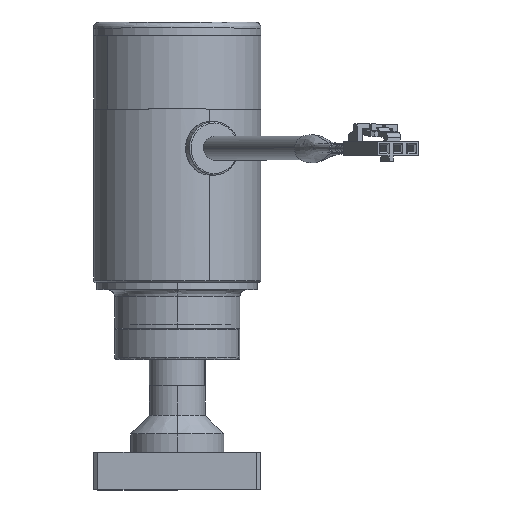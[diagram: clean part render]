
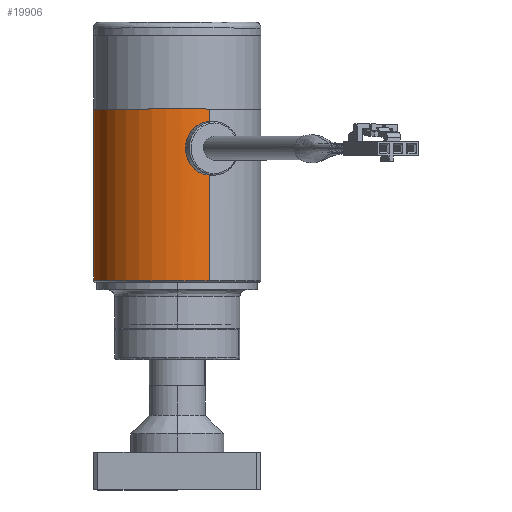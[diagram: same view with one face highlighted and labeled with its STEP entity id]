
A CAD part, top view. The second image highlights one B-rep face of the part: STEP entity #19906.
In plain terms, the highlighted cylindrical face has radius 14.287 mm (diameter 28.575 mm), a partial arc.
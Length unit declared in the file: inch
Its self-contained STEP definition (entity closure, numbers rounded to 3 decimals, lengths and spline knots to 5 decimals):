
#371 = EDGE_CURVE ( 'NONE', #7449, #2501, #32021, .T. ) ;
#877 = CARTESIAN_POINT ( 'NONE',  ( 0.21526, 2.68984, 0.51968 ) ) ;
#2435 = ORIENTED_EDGE ( 'NONE', *, *, #16573, .F. ) ;
#2501 = VERTEX_POINT ( 'NONE', #2819 ) ;
#2819 = CARTESIAN_POINT ( 'NONE',  ( 0.21526, 1.53584, 0.51968 ) ) ;
#3241 = CARTESIAN_POINT ( 'NONE',  ( 0.08654, 2.38044, 0.55581 ) ) ;
#4151 = CYLINDRICAL_SURFACE ( 'NONE', #25365, 0.5625 ) ;
#4162 = CARTESIAN_POINT ( 'NONE',  ( -0.21526, 2.68984, -0.51968 ) ) ;
#5284 = EDGE_LOOP ( 'NONE', ( #7855, #40660, #32289, #10193, #17101, #2435 ) ) ;
#6046 = CARTESIAN_POINT ( 'NONE',  ( 0.08373, 2.46218, 0.55624 ) ) ;
#6130 = CARTESIAN_POINT ( 'NONE',  ( -0.21526, 1.53584, -0.51968 ) ) ;
#6476 = CARTESIAN_POINT ( 'NONE',  ( 0.19812, 2.56493, 0.52653 ) ) ;
#7406 = LINE ( 'NONE', #4162, #40341 ) ;
#7449 = VERTEX_POINT ( 'NONE', #22342 ) ;
#7855 = ORIENTED_EDGE ( 'NONE', *, *, #40939, .T. ) ;
#8645 = CARTESIAN_POINT ( 'NONE',  ( 0.19817, 2.28675, 0.52651 ) ) ;
#9273 = DIRECTION ( 'NONE',  ( 0., -1., 0. ) ) ;
#9282 = DIRECTION ( 'NONE',  ( 0., 1., 0. ) ) ;
#9481 = CARTESIAN_POINT ( 'NONE',  ( 0.11408, 2.33325, 0.55085 ) ) ;
#9731 = CARTESIAN_POINT ( 'NONE',  ( 0.21526, 2.68984, 0.51968 ) ) ;
#9906 = CARTESIAN_POINT ( 'NONE',  ( 0.09362, 2.48801, 0.55467 ) ) ;
#10108 = CARTESIAN_POINT ( 'NONE',  ( 0.14864, 2.54725, 0.54256 ) ) ;
#10148 = DIRECTION ( 'NONE',  ( 0., -1., 0. ) ) ;
#10193 = ORIENTED_EDGE ( 'NONE', *, *, #371, .F. ) ;
#10802 = DIRECTION ( 'NONE',  ( 0., -1., 0. ) ) ;
#11155 = CIRCLE ( 'NONE', #36475, 0.5625 ) ;
#11235 = FACE_OUTER_BOUND ( 'NONE', #5284, .T. ) ;
#12469 = CARTESIAN_POINT ( 'NONE',  ( 0.08008, 2.44425, 0.55677 ) ) ;
#12878 = CARTESIAN_POINT ( 'NONE',  ( 0.09796, 2.49603, 0.55393 ) ) ;
#12880 = CARTESIAN_POINT ( 'NONE',  ( 0., 1.53584, 0. ) ) ;
#13313 = CARTESIAN_POINT ( 'NONE',  ( 0.09802, 2.35554, 0.55392 ) ) ;
#14264 = VERTEX_POINT ( 'NONE', #6130 ) ;
#15877 = CARTESIAN_POINT ( 'NONE',  ( 0., 2.68984, 0. ) ) ;
#16559 = B_SPLINE_CURVE_WITH_KNOTS ( 'NONE', 3,
 ( #37978, #22127, #8645, #34761, #35197, #18473, #31550, #36230, #22541, #9481, #42224, #13313, #35400, #3241, #42028, #35608, #29178, #19732, #12469, #6046, #19947, #9906, #12878, #32184, #19310, #29601, #26401, #10108, #32403, #35822, #22335, #6476, #33021, #22971 ),
 .UNSPECIFIED., .F., .F.,
 ( 4, 2, 2, 2, 2, 2, 2, 2, 2, 2, 2, 2, 2, 2, 2, 2, 4 ),
 ( 0., 0.0007, 0.00139, 0.00209, 0.00279, 0.00349, 0.00418, 0.00488, 0.00558, 0.00627, 0.00697, 0.00767, 0.00837, 0.00906, 0.00976, 0.01046, 0.01115 ),
 .UNSPECIFIED. ) ;
#16573 = EDGE_CURVE ( 'NONE', #30553, #36007, #42304, .T. ) ;
#17101 = ORIENTED_EDGE ( 'NONE', *, *, #33210, .T. ) ;
#17239 = CARTESIAN_POINT ( 'NONE',  ( 0., 2.68984, 0. ) ) ;
#17414 = AXIS2_PLACEMENT_3D ( 'NONE', #12880, #9282, #35610 ) ;
#17446 = EDGE_CURVE ( 'NONE', #20858, #14264, #7406, .T. ) ;
#18083 = CIRCLE ( 'NONE', #17414, 0.5625 ) ;
#18473 = CARTESIAN_POINT ( 'NONE',  ( 0.15652, 2.30007, 0.54035 ) ) ;
#19310 = CARTESIAN_POINT ( 'NONE',  ( 0.11404, 2.51838, 0.55086 ) ) ;
#19732 = CARTESIAN_POINT ( 'NONE',  ( 0.07914, 2.43513, 0.5569 ) ) ;
#19906 = ADVANCED_FACE ( 'NONE', ( #11235 ), #4151, .T. ) ;
#19947 = CARTESIAN_POINT ( 'NONE',  ( 0.08648, 2.47108, 0.55582 ) ) ;
#20858 = VERTEX_POINT ( 'NONE', #30244 ) ;
#21133 = VECTOR ( 'NONE', #38890, 39.37008 ) ;
#22127 = CARTESIAN_POINT ( 'NONE',  ( 0.20668, 2.28584, 0.52323 ) ) ;
#22335 = CARTESIAN_POINT ( 'NONE',  ( 0.18105, 2.5613, 0.53264 ) ) ;
#22342 = CARTESIAN_POINT ( 'NONE',  ( 0.21526, 2.28584, 0.51968 ) ) ;
#22541 = CARTESIAN_POINT ( 'NONE',  ( 0.12684, 2.3204, 0.54805 ) ) ;
#22971 = CARTESIAN_POINT ( 'NONE',  ( 0.21526, 2.56584, 0.51968 ) ) ;
#25365 = AXIS2_PLACEMENT_3D ( 'NONE', #17239, #10802, #27304 ) ;
#26401 = CARTESIAN_POINT ( 'NONE',  ( 0.13371, 2.53702, 0.54643 ) ) ;
#27304 = DIRECTION ( 'NONE',  ( 0.383, 0., 0.924 ) ) ;
#27915 = CARTESIAN_POINT ( 'NONE',  ( 0.21526, 2.56584, 0.51968 ) ) ;
#29178 = CARTESIAN_POINT ( 'NONE',  ( 0.07914, 2.41656, 0.5569 ) ) ;
#29601 = CARTESIAN_POINT ( 'NONE',  ( 0.12679, 2.53123, 0.54806 ) ) ;
#30244 = CARTESIAN_POINT ( 'NONE',  ( -0.21526, 2.68984, -0.51968 ) ) ;
#30553 = VERTEX_POINT ( 'NONE', #877 ) ;
#31295 = EDGE_CURVE ( 'NONE', #14264, #2501, #18083, .T. ) ;
#31550 = CARTESIAN_POINT ( 'NONE',  ( 0.14874, 2.30437, 0.54253 ) ) ;
#32021 = LINE ( 'NONE', #9731, #39924 ) ;
#32184 = CARTESIAN_POINT ( 'NONE',  ( 0.10816, 2.51122, 0.55203 ) ) ;
#32289 = ORIENTED_EDGE ( 'NONE', *, *, #31295, .T. ) ;
#32403 = CARTESIAN_POINT ( 'NONE',  ( 0.15648, 2.55158, 0.54036 ) ) ;
#33021 = CARTESIAN_POINT ( 'NONE',  ( 0.20668, 2.56584, 0.52323 ) ) ;
#33210 = EDGE_CURVE ( 'NONE', #7449, #36007, #16559, .T. ) ;
#34761 = CARTESIAN_POINT ( 'NONE',  ( 0.18127, 2.29033, 0.53257 ) ) ;
#35197 = CARTESIAN_POINT ( 'NONE',  ( 0.17279, 2.29304, 0.53537 ) ) ;
#35400 = CARTESIAN_POINT ( 'NONE',  ( 0.09364, 2.36362, 0.55466 ) ) ;
#35608 = CARTESIAN_POINT ( 'NONE',  ( 0.08008, 2.40739, 0.55677 ) ) ;
#35610 = DIRECTION ( 'NONE',  ( 0.383, 0., 0.924 ) ) ;
#35822 = CARTESIAN_POINT ( 'NONE',  ( 0.17263, 2.55858, 0.53542 ) ) ;
#36007 = VERTEX_POINT ( 'NONE', #27915 ) ;
#36230 = CARTESIAN_POINT ( 'NONE',  ( 0.1339, 2.31452, 0.54638 ) ) ;
#36475 = AXIS2_PLACEMENT_3D ( 'NONE', #15877, #9273, #37969 ) ;
#37171 = DIRECTION ( 'NONE',  ( 0., -1., 0. ) ) ;
#37969 = DIRECTION ( 'NONE',  ( 0.383, 0., 0.924 ) ) ;
#37978 = CARTESIAN_POINT ( 'NONE',  ( 0.21526, 2.28584, 0.51968 ) ) ;
#38890 = DIRECTION ( 'NONE',  ( 0., -1., 0. ) ) ;
#39924 = VECTOR ( 'NONE', #10148, 39.37008 ) ;
#40341 = VECTOR ( 'NONE', #37171, 39.37008 ) ;
#40660 = ORIENTED_EDGE ( 'NONE', *, *, #17446, .T. ) ;
#40939 = EDGE_CURVE ( 'NONE', #30553, #20858, #11155, .T. ) ;
#42028 = CARTESIAN_POINT ( 'NONE',  ( 0.08378, 2.38928, 0.55623 ) ) ;
#42102 = CARTESIAN_POINT ( 'NONE',  ( 0.21526, 2.68984, 0.51968 ) ) ;
#42224 = CARTESIAN_POINT ( 'NONE',  ( 0.1083, 2.34027, 0.552 ) ) ;
#42304 = LINE ( 'NONE', #42102, #21133 ) ;
